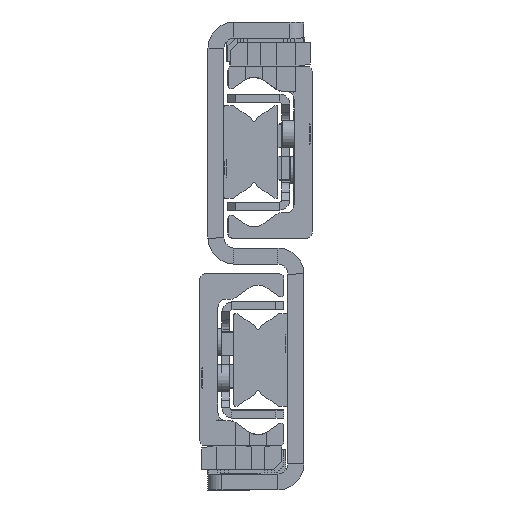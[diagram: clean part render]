
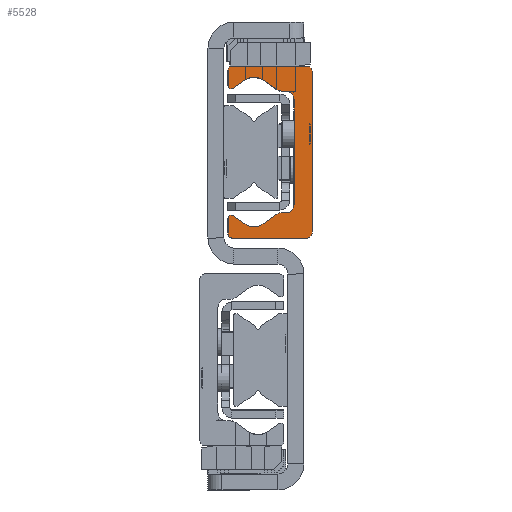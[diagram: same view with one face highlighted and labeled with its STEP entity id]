
A CAD part, left-side view. The second image highlights one B-rep face of the part: STEP entity #5528.
In plain terms, the highlighted planar face has unit normal (-1, 0, 0).
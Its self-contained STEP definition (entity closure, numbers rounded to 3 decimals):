
#4314=CARTESIAN_POINT('',(0.0,6.,-13.2));
#4315=VERTEX_POINT('',#4314);
#4322=CARTESIAN_POINT('',(0.0,4.,-15.2));
#4323=VERTEX_POINT('',#4322);
#4324=CARTESIAN_POINT('',(0.0,4.,-13.2));
#4325=DIRECTION('',(-1.0,0.0,0.0));
#4326=DIRECTION('',(0.0,0.0,1.0));
#4327=AXIS2_PLACEMENT_3D('',#4324,#4325,#4326);
#4328=CIRCLE('',#4327,2.);
#4329=EDGE_CURVE('',#4315,#4323,#4328,.T.);
#4378=CARTESIAN_POINT('',(0.0,2.869,-15.2));
#4379=VERTEX_POINT('',#4378);
#4380=CARTESIAN_POINT('',(0.0,4.,-15.2));
#4381=DIRECTION('',(0.0,-1.0,0.0));
#4382=VECTOR('',#4381,1.131);
#4383=LINE('',#4380,#4382);
#4384=EDGE_CURVE('',#4323,#4379,#4383,.T.);
#4427=CARTESIAN_POINT('',(0.0,1.722,-15.562));
#4428=VERTEX_POINT('',#4427);
#4429=CARTESIAN_POINT('',(0.0,2.869,-17.2));
#4430=DIRECTION('',(1.0,0.0,0.0));
#4431=DIRECTION('',(0.0,0.0,1.0));
#4432=AXIS2_PLACEMENT_3D('',#4429,#4430,#4431);
#4433=CIRCLE('',#4432,2.0);
#4434=EDGE_CURVE('',#4379,#4428,#4433,.T.);
#4633=CARTESIAN_POINT('',(0.0,10.5,20.25));
#4634=VERTEX_POINT('',#4633);
#4641=CARTESIAN_POINT('',(0.0,9.25,21.5));
#4642=VERTEX_POINT('',#4641);
#4643=CARTESIAN_POINT('',(0.0,9.25,20.25));
#4644=DIRECTION('',(1.0,0.0,0.0));
#4645=DIRECTION('',(0.0,1.0,0.0));
#4646=AXIS2_PLACEMENT_3D('',#4643,#4644,#4645);
#4647=CIRCLE('',#4646,1.25);
#4648=EDGE_CURVE('',#4634,#4642,#4647,.T.);
#4672=CARTESIAN_POINT('',(0.0,10.5,-20.25));
#4673=VERTEX_POINT('',#4672);
#4680=CARTESIAN_POINT('',(0.0,10.5,-20.25));
#4681=DIRECTION('',(0.0,0.0,1.0));
#4682=VECTOR('',#4681,40.5);
#4683=LINE('',#4680,#4682);
#4684=EDGE_CURVE('',#4673,#4634,#4683,.T.);
#4752=CARTESIAN_POINT('',(0.0,9.25,-21.5));
#4753=VERTEX_POINT('',#4752);
#4760=CARTESIAN_POINT('',(0.0,9.25,-20.25));
#4761=DIRECTION('',(1.0,0.0,0.0));
#4762=DIRECTION('',(0.0,0.0,-1.0));
#4763=AXIS2_PLACEMENT_3D('',#4760,#4761,#4762);
#4764=CIRCLE('',#4763,1.25);
#4765=EDGE_CURVE('',#4753,#4673,#4764,.T.);
#4784=CARTESIAN_POINT('',(0.0,-9.5,-21.5));
#4785=VERTEX_POINT('',#4784);
#4792=CARTESIAN_POINT('',(0.0,-9.5,-21.5));
#4793=DIRECTION('',(0.0,1.0,0.0));
#4794=VECTOR('',#4793,18.75);
#4795=LINE('',#4792,#4794);
#4796=EDGE_CURVE('',#4785,#4753,#4795,.T.);
#4828=CARTESIAN_POINT('',(0.0,-10.5,-20.5));
#4829=VERTEX_POINT('',#4828);
#4836=CARTESIAN_POINT('',(0.0,-9.5,-20.5));
#4837=DIRECTION('',(1.0,0.0,0.0));
#4838=DIRECTION('',(0.0,-1.0,0.0));
#4839=AXIS2_PLACEMENT_3D('',#4836,#4837,#4838);
#4840=CIRCLE('',#4839,1.);
#4841=EDGE_CURVE('',#4829,#4785,#4840,.T.);
#4860=CARTESIAN_POINT('',(0.0,-10.5,-16.65));
#4861=VERTEX_POINT('',#4860);
#4868=CARTESIAN_POINT('',(0.0,-10.5,-16.65));
#4869=DIRECTION('',(0.0,0.0,-1.0));
#4870=VECTOR('',#4869,3.85);
#4871=LINE('',#4868,#4870);
#4872=EDGE_CURVE('',#4861,#4829,#4871,.T.);
#4892=CARTESIAN_POINT('',(0.0,-9.162,-15.954));
#4893=VERTEX_POINT('',#4892);
#4900=CARTESIAN_POINT('',(0.0,-9.65,-16.65));
#4901=DIRECTION('',(1.0,0.0,0.0));
#4902=DIRECTION('',(0.0,0.574,0.819));
#4903=AXIS2_PLACEMENT_3D('',#4900,#4901,#4902);
#4904=CIRCLE('',#4903,0.85);
#4905=EDGE_CURVE('',#4893,#4861,#4904,.T.);
#4924=CARTESIAN_POINT('',(0.0,-6.294,-17.962));
#4925=VERTEX_POINT('',#4924);
#4932=CARTESIAN_POINT('',(0.0,-6.294,-17.962));
#4933=DIRECTION('',(0.0,-0.819,0.574));
#4934=VECTOR('',#4933,3.501);
#4935=LINE('',#4932,#4934);
#4936=EDGE_CURVE('',#4925,#4893,#4935,.T.);
#4956=CARTESIAN_POINT('',(0.0,-1.706,-17.962));
#4957=VERTEX_POINT('',#4956);
#4964=CARTESIAN_POINT('',(0.0,-4.,-14.685));
#4965=DIRECTION('',(-1.0,0.0,0.0));
#4966=DIRECTION('',(0.0,0.574,0.819));
#4967=AXIS2_PLACEMENT_3D('',#4964,#4965,#4966);
#4968=CIRCLE('',#4967,4.0);
#4969=EDGE_CURVE('',#4957,#4925,#4968,.T.);
#4995=CARTESIAN_POINT('',(0.0,1.722,-15.562));
#4996=DIRECTION('',(0.0,-0.819,-0.574));
#4997=VECTOR('',#4996,4.185);
#4998=LINE('',#4995,#4997);
#4999=EDGE_CURVE('',#4428,#4957,#4998,.T.);
#5054=CARTESIAN_POINT('',(0.0,6.,-10.75));
#5055=VERTEX_POINT('',#5054);
#5062=CARTESIAN_POINT('',(0.0,6.,-10.75));
#5063=DIRECTION('',(0.0,0.0,-1.0));
#5064=VECTOR('',#5063,2.45);
#5065=LINE('',#5062,#5064);
#5066=EDGE_CURVE('',#5055,#4315,#5065,.T.);
#5086=CARTESIAN_POINT('',(0.0,6.,-10.25));
#5087=VERTEX_POINT('',#5086);
#5094=CARTESIAN_POINT('',(0.0,6.,-10.5));
#5095=DIRECTION('',(-1.0,0.0,0.0));
#5096=DIRECTION('',(0.0,0.0,1.0));
#5097=AXIS2_PLACEMENT_3D('',#5094,#5095,#5096);
#5098=CIRCLE('',#5097,0.25);
#5099=EDGE_CURVE('',#5087,#5055,#5098,.T.);
#5118=CARTESIAN_POINT('',(0.0,6.,13.2));
#5119=VERTEX_POINT('',#5118);
#5126=CARTESIAN_POINT('',(0.0,6.,13.2));
#5127=DIRECTION('',(0.0,0.0,-1.0));
#5128=VECTOR('',#5127,23.45);
#5129=LINE('',#5126,#5128);
#5130=EDGE_CURVE('',#5119,#5087,#5129,.T.);
#5198=CARTESIAN_POINT('',(0.0,4.,15.2));
#5199=VERTEX_POINT('',#5198);
#5206=CARTESIAN_POINT('',(0.0,4.,13.2));
#5207=DIRECTION('',(-1.0,0.0,0.0));
#5208=DIRECTION('',(0.0,-1.0,0.0));
#5209=AXIS2_PLACEMENT_3D('',#5206,#5207,#5208);
#5210=CIRCLE('',#5209,2.);
#5211=EDGE_CURVE('',#5199,#5119,#5210,.T.);
#5230=CARTESIAN_POINT('',(0.0,2.869,15.2));
#5231=VERTEX_POINT('',#5230);
#5238=CARTESIAN_POINT('',(0.0,2.869,15.2));
#5239=DIRECTION('',(0.0,1.0,0.0));
#5240=VECTOR('',#5239,1.131);
#5241=LINE('',#5238,#5240);
#5242=EDGE_CURVE('',#5231,#5199,#5241,.T.);
#5262=CARTESIAN_POINT('',(0.0,1.722,15.562));
#5263=VERTEX_POINT('',#5262);
#5270=CARTESIAN_POINT('',(0.0,2.869,17.2));
#5271=DIRECTION('',(1.0,0.0,0.0));
#5272=DIRECTION('',(0.0,-0.574,-0.819));
#5273=AXIS2_PLACEMENT_3D('',#5270,#5271,#5272);
#5274=CIRCLE('',#5273,2.0);
#5275=EDGE_CURVE('',#5263,#5231,#5274,.T.);
#5294=CARTESIAN_POINT('',(0.0,-1.706,17.962));
#5295=VERTEX_POINT('',#5294);
#5302=CARTESIAN_POINT('',(0.0,-1.706,17.962));
#5303=DIRECTION('',(0.0,0.819,-0.574));
#5304=VECTOR('',#5303,4.185);
#5305=LINE('',#5302,#5304);
#5306=EDGE_CURVE('',#5295,#5263,#5305,.T.);
#5326=CARTESIAN_POINT('',(0.0,-6.294,17.962));
#5327=VERTEX_POINT('',#5326);
#5334=CARTESIAN_POINT('',(0.0,-4.,14.685));
#5335=DIRECTION('',(-1.0,0.0,0.0));
#5336=DIRECTION('',(0.0,-0.574,-0.819));
#5337=AXIS2_PLACEMENT_3D('',#5334,#5335,#5336);
#5338=CIRCLE('',#5337,4.0);
#5339=EDGE_CURVE('',#5327,#5295,#5338,.T.);
#5358=CARTESIAN_POINT('',(0.0,-9.162,15.954));
#5359=VERTEX_POINT('',#5358);
#5366=CARTESIAN_POINT('',(0.0,-9.162,15.954));
#5367=DIRECTION('',(0.0,0.819,0.574));
#5368=VECTOR('',#5367,3.501);
#5369=LINE('',#5366,#5368);
#5370=EDGE_CURVE('',#5359,#5327,#5369,.T.);
#5390=CARTESIAN_POINT('',(0.0,-10.5,16.65));
#5391=VERTEX_POINT('',#5390);
#5398=CARTESIAN_POINT('',(0.0,-9.65,16.65));
#5399=DIRECTION('',(1.0,0.0,0.0));
#5400=DIRECTION('',(0.0,-1.0,0.0));
#5401=AXIS2_PLACEMENT_3D('',#5398,#5399,#5400);
#5402=CIRCLE('',#5401,0.85);
#5403=EDGE_CURVE('',#5391,#5359,#5402,.T.);
#5422=CARTESIAN_POINT('',(0.0,-10.5,20.5));
#5423=VERTEX_POINT('',#5422);
#5430=CARTESIAN_POINT('',(0.0,-10.5,20.5));
#5431=DIRECTION('',(0.0,0.0,-1.0));
#5432=VECTOR('',#5431,3.85);
#5433=LINE('',#5430,#5432);
#5434=EDGE_CURVE('',#5423,#5391,#5433,.T.);
#5454=CARTESIAN_POINT('',(0.0,-9.5,21.5));
#5455=VERTEX_POINT('',#5454);
#5462=CARTESIAN_POINT('',(0.0,-9.5,20.5));
#5463=DIRECTION('',(1.0,0.0,0.0));
#5464=DIRECTION('',(0.0,0.0,1.0));
#5465=AXIS2_PLACEMENT_3D('',#5462,#5463,#5464);
#5466=CIRCLE('',#5465,1.);
#5467=EDGE_CURVE('',#5455,#5423,#5466,.T.);
#5485=CARTESIAN_POINT('',(0.0,9.25,21.5));
#5486=DIRECTION('',(0.0,-1.0,0.0));
#5487=VECTOR('',#5486,18.75);
#5488=LINE('',#5485,#5487);
#5489=EDGE_CURVE('',#4642,#5455,#5488,.T.);
#5495=CARTESIAN_POINT('',(0.0,2.66,-0.019));
#5496=DIRECTION('',(1.0,0.0,0.0));
#5497=DIRECTION('',(0.0,0.0,-1.0));
#5498=AXIS2_PLACEMENT_3D('',#5495,#5496,#5497);
#5499=PLANE('',#5498);
#5500=ORIENTED_EDGE('',*,*,#5489,.F.);
#5501=ORIENTED_EDGE('',*,*,#4648,.F.);
#5502=ORIENTED_EDGE('',*,*,#4684,.F.);
#5503=ORIENTED_EDGE('',*,*,#4765,.F.);
#5504=ORIENTED_EDGE('',*,*,#4796,.F.);
#5505=ORIENTED_EDGE('',*,*,#4841,.F.);
#5506=ORIENTED_EDGE('',*,*,#4872,.F.);
#5507=ORIENTED_EDGE('',*,*,#4905,.F.);
#5508=ORIENTED_EDGE('',*,*,#4936,.F.);
#5509=ORIENTED_EDGE('',*,*,#4969,.F.);
#5510=ORIENTED_EDGE('',*,*,#4999,.F.);
#5511=ORIENTED_EDGE('',*,*,#4434,.F.);
#5512=ORIENTED_EDGE('',*,*,#4384,.F.);
#5513=ORIENTED_EDGE('',*,*,#4329,.F.);
#5514=ORIENTED_EDGE('',*,*,#5066,.F.);
#5515=ORIENTED_EDGE('',*,*,#5099,.F.);
#5516=ORIENTED_EDGE('',*,*,#5130,.F.);
#5517=ORIENTED_EDGE('',*,*,#5211,.F.);
#5518=ORIENTED_EDGE('',*,*,#5242,.F.);
#5519=ORIENTED_EDGE('',*,*,#5275,.F.);
#5520=ORIENTED_EDGE('',*,*,#5306,.F.);
#5521=ORIENTED_EDGE('',*,*,#5339,.F.);
#5522=ORIENTED_EDGE('',*,*,#5370,.F.);
#5523=ORIENTED_EDGE('',*,*,#5403,.F.);
#5524=ORIENTED_EDGE('',*,*,#5434,.F.);
#5525=ORIENTED_EDGE('',*,*,#5467,.F.);
#5526=EDGE_LOOP('',(#5500,#5501,#5502,#5503,#5504,#5505,#5506,#5507,#5508,#5509,#5510,#5511,#5512,#5513,#5514,#5515,#5516,#5517,#5518,#5519,#5520,#5521,#5522,#5523,#5524,#5525));
#5527=FACE_OUTER_BOUND('',#5526,.T.);
#5528=ADVANCED_FACE('',(#5527),#5499,.F.);
